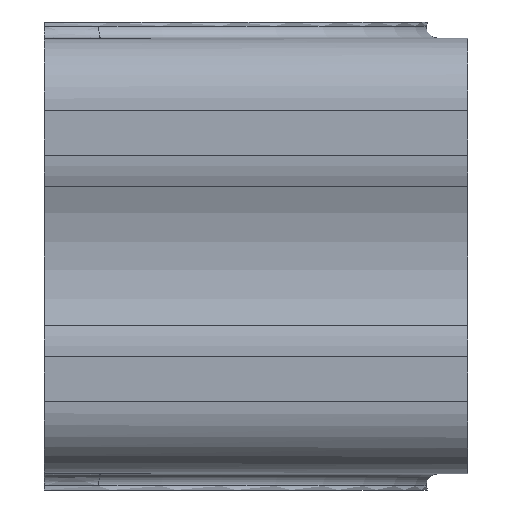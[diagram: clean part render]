
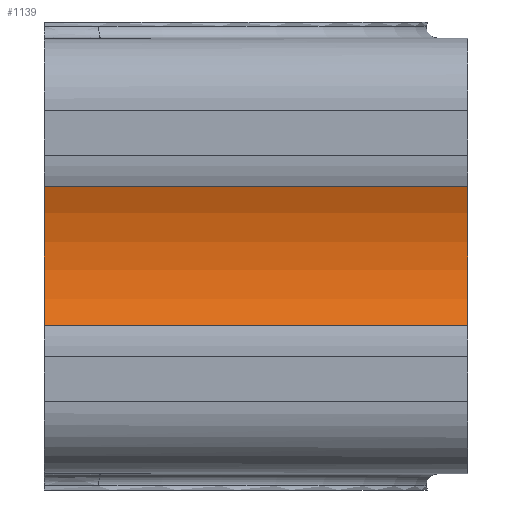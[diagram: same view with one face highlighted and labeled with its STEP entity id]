
A CAD part, left-side view. The second image highlights one B-rep face of the part: STEP entity #1139.
In plain terms, the highlighted cylindrical face has radius 45 mm (diameter 90 mm), a partial arc.
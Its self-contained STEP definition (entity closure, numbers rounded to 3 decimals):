
#7 = AXIS2_PLACEMENT_3D ( 'NONE', #491, #1075, #1889 ) ;
#79 = LINE ( 'NONE', #176, #1305 ) ;
#142 = ORIENTED_EDGE ( 'NONE', *, *, #524, .F. ) ;
#164 = EDGE_CURVE ( 'NONE', #778, #1721, #1723, .T. ) ;
#176 = CARTESIAN_POINT ( 'NONE',  ( -113.462, 0., -17.308 ) ) ;
#207 = DIRECTION ( 'NONE',  ( 0., -1., 0. ) ) ;
#208 = AXIS2_PLACEMENT_3D ( 'NONE', #1337, #441, #895 ) ;
#260 = DIRECTION ( 'NONE',  ( 0., -1., 0. ) ) ;
#385 = CARTESIAN_POINT ( 'NONE',  ( -155., 0., 0. ) ) ;
#386 = CARTESIAN_POINT ( 'NONE',  ( -113.462, -105., 17.308 ) ) ;
#441 = DIRECTION ( 'NONE',  ( 0., 1., 0. ) ) ;
#487 = CARTESIAN_POINT ( 'NONE',  ( -113.462, 0., 17.308 ) ) ;
#491 = CARTESIAN_POINT ( 'NONE',  ( -155., -105., 0. ) ) ;
#524 = EDGE_CURVE ( 'NONE', #778, #1187, #1829, .T. ) ;
#599 = ORIENTED_EDGE ( 'NONE', *, *, #164, .T. ) ;
#615 = DIRECTION ( 'NONE',  ( 0., -1., 0. ) ) ;
#731 = VERTEX_POINT ( 'NONE', #1515 ) ;
#767 = AXIS2_PLACEMENT_3D ( 'NONE', #385, #260, #1538 ) ;
#778 = VERTEX_POINT ( 'NONE', #1776 ) ;
#863 = CIRCLE ( 'NONE', #7, 45. ) ;
#895 = DIRECTION ( 'NONE',  ( 0., 0., -1. ) ) ;
#1075 = DIRECTION ( 'NONE',  ( 0., 1., 0. ) ) ;
#1114 = ORIENTED_EDGE ( 'NONE', *, *, #1919, .F. ) ;
#1139 = ADVANCED_FACE ( 'NONE', ( #1880 ), #1276, .F. ) ;
#1187 = VERTEX_POINT ( 'NONE', #386 ) ;
#1276 = CYLINDRICAL_SURFACE ( 'NONE', #767, 45. ) ;
#1305 = VECTOR ( 'NONE', #207, 1000. ) ;
#1337 = CARTESIAN_POINT ( 'NONE',  ( -155., 0., 0. ) ) ;
#1389 = EDGE_LOOP ( 'NONE', ( #1114, #142, #599, #1422 ) ) ;
#1422 = ORIENTED_EDGE ( 'NONE', *, *, #1936, .T. ) ;
#1515 = CARTESIAN_POINT ( 'NONE',  ( -113.462, -105., -17.308 ) ) ;
#1538 = DIRECTION ( 'NONE',  ( 0., 0., -1. ) ) ;
#1564 = CARTESIAN_POINT ( 'NONE',  ( -113.462, 0., -17.308 ) ) ;
#1721 = VERTEX_POINT ( 'NONE', #1564 ) ;
#1723 = CIRCLE ( 'NONE', #208, 45. ) ;
#1776 = CARTESIAN_POINT ( 'NONE',  ( -113.462, 0., 17.308 ) ) ;
#1829 = LINE ( 'NONE', #487, #1831 ) ;
#1831 = VECTOR ( 'NONE', #615, 1000. ) ;
#1880 = FACE_OUTER_BOUND ( 'NONE', #1389, .T. ) ;
#1889 = DIRECTION ( 'NONE',  ( 0., 0., -1. ) ) ;
#1919 = EDGE_CURVE ( 'NONE', #1187, #731, #863, .T. ) ;
#1936 = EDGE_CURVE ( 'NONE', #1721, #731, #79, .T. ) ;
